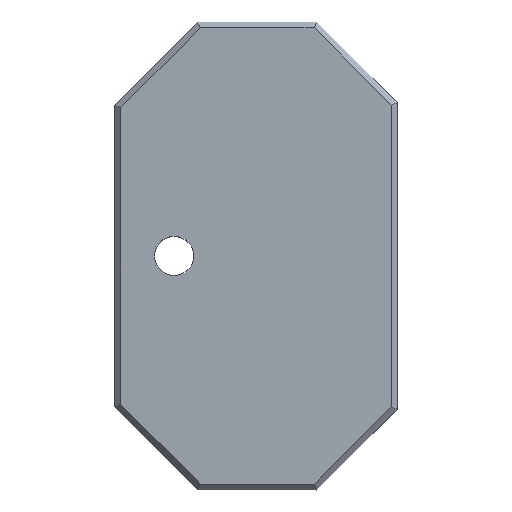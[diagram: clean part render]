
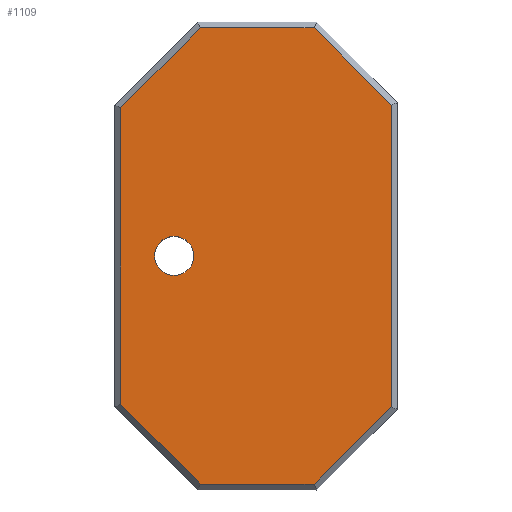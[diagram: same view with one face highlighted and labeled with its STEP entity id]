
A CAD part, top view. The second image highlights one B-rep face of the part: STEP entity #1109.
In plain terms, the highlighted planar face has unit normal (0, 0, 1).
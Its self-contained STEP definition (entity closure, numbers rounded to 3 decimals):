
#16=CIRCLE('',#1186,1.65);
#21=FACE_BOUND('',#186,.T.);
#59=PLANE('',#1185);
#120=FACE_OUTER_BOUND('',#185,.T.);
#185=EDGE_LOOP('',(#973,#974,#975,#976,#977,#978,#979,#980));
#186=EDGE_LOOP('',(#981));
#282=LINE('',#1767,#417);
#286=LINE('',#1775,#421);
#289=LINE('',#1781,#424);
#292=LINE('',#1787,#427);
#295=LINE('',#1793,#430);
#299=LINE('',#1801,#434);
#302=LINE('',#1807,#437);
#305=LINE('',#1811,#440);
#417=VECTOR('',#1334,10.);
#421=VECTOR('',#1340,10.);
#424=VECTOR('',#1345,10.);
#427=VECTOR('',#1350,10.);
#430=VECTOR('',#1355,10.);
#434=VECTOR('',#1361,10.);
#437=VECTOR('',#1366,10.);
#440=VECTOR('',#1371,10.);
#558=VERTEX_POINT('',#1765);
#559=VERTEX_POINT('',#1766);
#562=VERTEX_POINT('',#1774);
#564=VERTEX_POINT('',#1780);
#566=VERTEX_POINT('',#1786);
#568=VERTEX_POINT('',#1792);
#571=VERTEX_POINT('',#1800);
#573=VERTEX_POINT('',#1806);
#580=VERTEX_POINT('',#1833);
#686=EDGE_CURVE('',#558,#559,#282,.T.);
#690=EDGE_CURVE('',#559,#562,#286,.T.);
#693=EDGE_CURVE('',#562,#564,#289,.T.);
#696=EDGE_CURVE('',#564,#566,#292,.T.);
#699=EDGE_CURVE('',#566,#568,#295,.T.);
#703=EDGE_CURVE('',#568,#571,#299,.T.);
#706=EDGE_CURVE('',#571,#573,#302,.T.);
#709=EDGE_CURVE('',#573,#558,#305,.T.);
#720=EDGE_CURVE('',#580,#580,#16,.T.);
#973=ORIENTED_EDGE('',*,*,#686,.F.);
#974=ORIENTED_EDGE('',*,*,#709,.F.);
#975=ORIENTED_EDGE('',*,*,#706,.F.);
#976=ORIENTED_EDGE('',*,*,#703,.F.);
#977=ORIENTED_EDGE('',*,*,#699,.F.);
#978=ORIENTED_EDGE('',*,*,#696,.F.);
#979=ORIENTED_EDGE('',*,*,#693,.F.);
#980=ORIENTED_EDGE('',*,*,#690,.F.);
#981=ORIENTED_EDGE('',*,*,#720,.T.);
#1109=ADVANCED_FACE('',(#120,#21),#59,.T.);
#1185=AXIS2_PLACEMENT_3D('',#1832,#1390,#1391);
#1186=AXIS2_PLACEMENT_3D('',#1834,#1392,#1393);
#1334=DIRECTION('',(-0.707,0.707,0.));
#1340=DIRECTION('',(0.,1.,0.));
#1345=DIRECTION('',(0.707,0.707,0.));
#1350=DIRECTION('',(1.,0.,0.));
#1355=DIRECTION('',(0.707,-0.707,0.));
#1361=DIRECTION('',(0.,-1.,0.));
#1366=DIRECTION('',(-0.707,-0.707,0.));
#1371=DIRECTION('',(-1.,0.,0.));
#1390=DIRECTION('center_axis',(0.,0.,1.));
#1391=DIRECTION('ref_axis',(1.,0.,0.));
#1392=DIRECTION('center_axis',(0.,0.,-1.));
#1393=DIRECTION('ref_axis',(-1.,0.,0.));
#1765=CARTESIAN_POINT('',(2.207,-19.217,1.5));
#1766=CARTESIAN_POINT('',(-4.5,-12.51,1.5));
#1767=CARTESIAN_POINT('',(-4.851,-12.159,1.5));
#1774=CARTESIAN_POINT('',(-4.5,12.51,1.5));
#1775=CARTESIAN_POINT('',(-4.5,6.359,1.5));
#1780=CARTESIAN_POINT('',(2.207,19.217,1.5));
#1781=CARTESIAN_POINT('',(-1.351,15.659,1.5));
#1786=CARTESIAN_POINT('',(11.793,19.217,1.5));
#1787=CARTESIAN_POINT('',(9.45,19.217,1.5));
#1792=CARTESIAN_POINT('',(18.3,12.71,1.5));
#1793=CARTESIAN_POINT('',(18.701,12.309,1.5));
#1800=CARTESIAN_POINT('',(18.3,-12.71,1.5));
#1801=CARTESIAN_POINT('',(18.3,-6.459,1.5));
#1806=CARTESIAN_POINT('',(11.793,-19.217,1.5));
#1807=CARTESIAN_POINT('',(15.301,-15.709,1.5));
#1811=CARTESIAN_POINT('',(4.45,-19.217,1.5));
#1832=CARTESIAN_POINT('Origin',(6.9,0.,
1.5));
#1833=CARTESIAN_POINT('',(1.65,0.,1.5));
#1834=CARTESIAN_POINT('Origin',(0.,0.,1.5));
